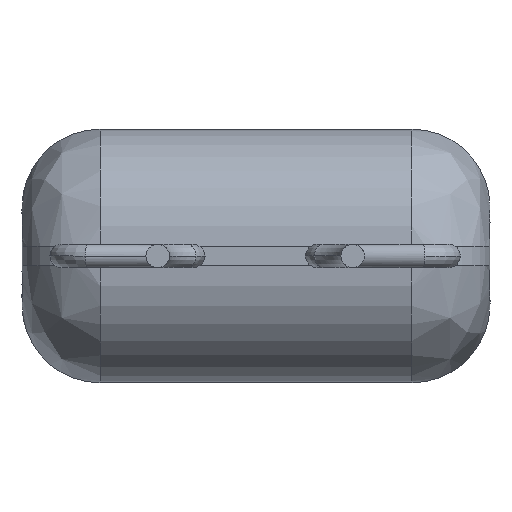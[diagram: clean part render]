
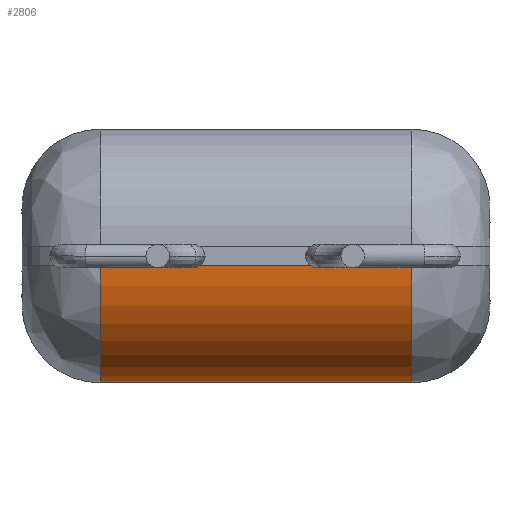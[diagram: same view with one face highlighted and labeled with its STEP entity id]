
A CAD part, front view. The second image highlights one B-rep face of the part: STEP entity #2806.
In plain terms, the highlighted cylindrical face has radius 3 mm (diameter 6 mm), a partial arc.
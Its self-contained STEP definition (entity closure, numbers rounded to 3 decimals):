
#48 = DIRECTION ( 'NONE',  ( 0., 0., 1. ) ) ;
#246 = VERTEX_POINT ( 'NONE', #3157 ) ;
#255 = CIRCLE ( 'NONE', #4814, 3. ) ;
#304 = CARTESIAN_POINT ( 'NONE',  ( 56.86, -58.6, -3.25 ) ) ;
#456 = DIRECTION ( 'NONE',  ( 1., 0., 0. ) ) ;
#510 = ORIENTED_EDGE ( 'NONE', *, *, #1408, .F. ) ;
#524 = CYLINDRICAL_SURFACE ( 'NONE', #2261, 3. ) ;
#624 = LINE ( 'NONE', #996, #3820 ) ;
#780 = DIRECTION ( 'NONE',  ( 0., 0., 1. ) ) ;
#903 = VERTEX_POINT ( 'NONE', #3407 ) ;
#934 = CARTESIAN_POINT ( 'NONE',  ( 66.86, -58.6, -3.25 ) ) ;
#996 = CARTESIAN_POINT ( 'NONE',  ( 56.86, -61.6, -0.25 ) ) ;
#1140 = DIRECTION ( 'NONE',  ( -1., 0., 0. ) ) ;
#1327 = VECTOR ( 'NONE', #1140, 1000. ) ;
#1369 = EDGE_CURVE ( 'NONE', #3248, #246, #255, .T. ) ;
#1408 = EDGE_CURVE ( 'NONE', #3248, #2765, #4580, .T. ) ;
#1422 = ORIENTED_EDGE ( 'NONE', *, *, #3637, .T. ) ;
#1475 = AXIS2_PLACEMENT_3D ( 'NONE', #4621, #456, #3406 ) ;
#1941 = CARTESIAN_POINT ( 'NONE',  ( 58.86, -58.6, -3.25 ) ) ;
#2056 = CARTESIAN_POINT ( 'NONE',  ( 66.86, -58.6, -0.25 ) ) ;
#2152 = FACE_OUTER_BOUND ( 'NONE', #2531, .T. ) ;
#2261 = AXIS2_PLACEMENT_3D ( 'NONE', #3134, #3016, #48 ) ;
#2494 = DIRECTION ( 'NONE',  ( -1., 0., 0. ) ) ;
#2531 = EDGE_LOOP ( 'NONE', ( #510, #5326, #4887, #1422 ) ) ;
#2765 = VERTEX_POINT ( 'NONE', #1941 ) ;
#2806 = ADVANCED_FACE ( 'NONE', ( #2152 ), #524, .T. ) ;
#3016 = DIRECTION ( 'NONE',  ( -1., 0., 0. ) ) ;
#3134 = CARTESIAN_POINT ( 'NONE',  ( 56.86, -58.6, -0.25 ) ) ;
#3157 = CARTESIAN_POINT ( 'NONE',  ( 66.86, -61.6, -0.25 ) ) ;
#3248 = VERTEX_POINT ( 'NONE', #934 ) ;
#3401 = EDGE_CURVE ( 'NONE', #246, #903, #624, .T. ) ;
#3406 = DIRECTION ( 'NONE',  ( 0., 0., 1. ) ) ;
#3407 = CARTESIAN_POINT ( 'NONE',  ( 58.86, -61.6, -0.25 ) ) ;
#3637 = EDGE_CURVE ( 'NONE', #903, #2765, #3906, .T. ) ;
#3820 = VECTOR ( 'NONE', #3999, 1000. ) ;
#3906 = CIRCLE ( 'NONE', #1475, 3. ) ;
#3999 = DIRECTION ( 'NONE',  ( -1., 0., 0. ) ) ;
#4580 = LINE ( 'NONE', #304, #1327 ) ;
#4621 = CARTESIAN_POINT ( 'NONE',  ( 58.86, -58.6, -0.25 ) ) ;
#4814 = AXIS2_PLACEMENT_3D ( 'NONE', #2056, #2494, #780 ) ;
#4887 = ORIENTED_EDGE ( 'NONE', *, *, #3401, .T. ) ;
#5326 = ORIENTED_EDGE ( 'NONE', *, *, #1369, .T. ) ;
